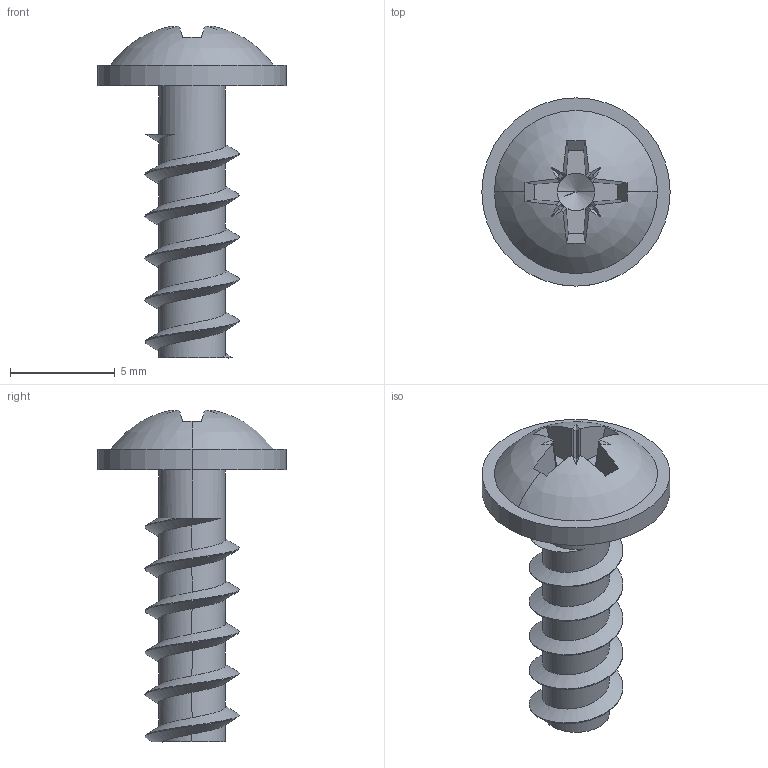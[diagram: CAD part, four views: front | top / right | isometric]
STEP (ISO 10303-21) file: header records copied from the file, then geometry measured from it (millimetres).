
FILE_DESCRIPTION(('HOOPS Exchange Step'),'2;1');
FILE_NAME('export-45B8BB06-1126-471A-AE0A-9A5E8ADAEB8E.stp','2024-09-09T12:18:21+02:00',('Engineering'),('Alibre'),'HOOPS Exchange 2024.3','Alibre','Unknown authorisation');
FILE_SCHEMA( ('AP242_MANAGED_MODEL_BASED_3D_ENGINEERING_MIM_LF {1 0 10303 442 1 1 4 }') );
Length unit declared in the file: millimetre
Products named in the file (1): 6664 Mi BZ 13 HENSEL mounting screw for 2.5-4mm backpanels
Bounding box: 9 x 9 x 15.87 mm (x, y, z)
Volume: 221.5 mm3; surface area: 383.3 mm2
Topology: 1 solids, 1 shells, 82 faces, 223 edges, 143 vertices
Faces by surface type: plane 40, cylinder 28, bspline 10, sphere 2, cone 2
Entity records: 11584 total; most frequent: CARTESIAN_POINT 9618, ORIENTED_EDGE 442, DIRECTION 348, EDGE_CURVE 221, VERTEX_POINT 143, AXIS2_PLACEMENT_3D 128, VECTOR 92, LINE 92
